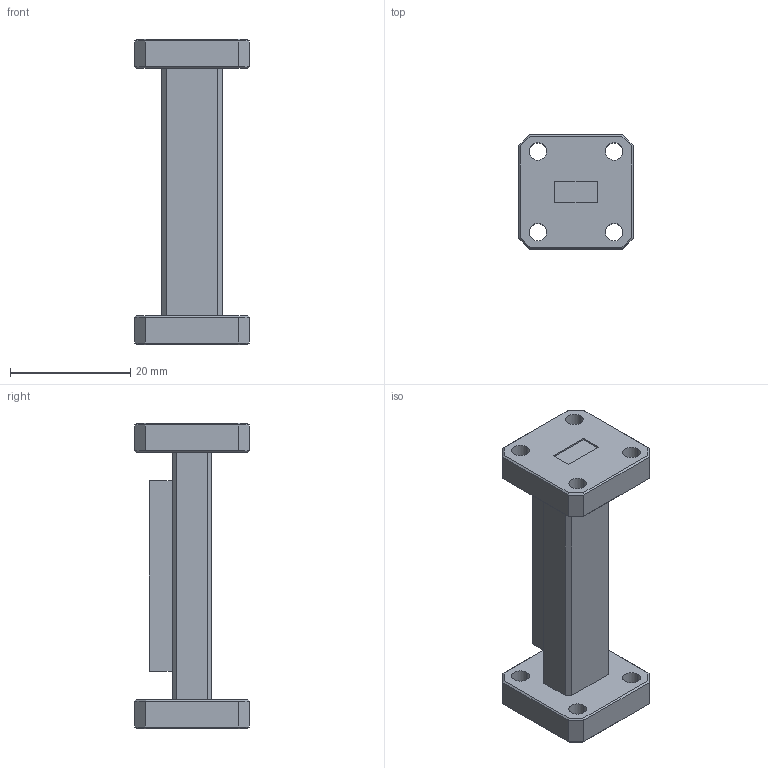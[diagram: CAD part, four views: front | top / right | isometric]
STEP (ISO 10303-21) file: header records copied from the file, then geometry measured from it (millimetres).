
FILE_DESCRIPTION (( 'STEP AP214' ), '1' );
FILE_NAME ('DMTA-28-101-1, Defeatured.STEP', '2022-05-27T20:44:54', ( '' ), ( '' ), 'SwSTEP 2.0', 'SolidWorks 2021', '' );
FILE_SCHEMA (( 'AUTOMOTIVE_DESIGN' ));
Length unit declared in the file: inch
Products named in the file (1): DMTA-28-101-1, Defeatured
Bounding box: 19.05 x 19.05 x 50.8 mm (x, y, z)
Volume: 6566.7 mm3; surface area: 4295.8 mm2
Topology: 2 solids, 2 shells, 153 faces, 350 edges, 212 vertices
Faces by surface type: plane 107, cylinder 24, cone 22
Entity records: 6272 total; most frequent: CARTESIAN_POINT 794, DIRECTION 714, ORIENTED_EDGE 700, EDGE_CURVE 350, VECTOR 266, LINE 266, AXIS2_PLACEMENT_3D 224, VERTEX_POINT 212
